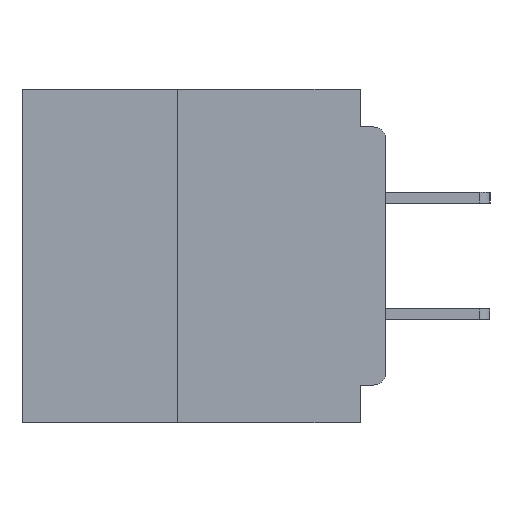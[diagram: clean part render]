
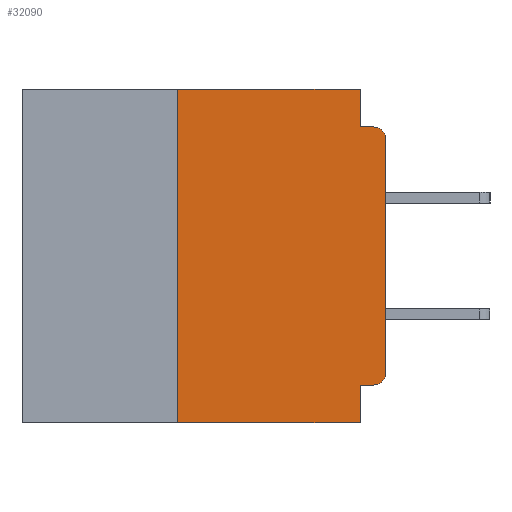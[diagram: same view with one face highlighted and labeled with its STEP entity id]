
A CAD part, left-side view. The second image highlights one B-rep face of the part: STEP entity #32090.
In plain terms, the highlighted planar face has unit normal (-1, 0, 0).
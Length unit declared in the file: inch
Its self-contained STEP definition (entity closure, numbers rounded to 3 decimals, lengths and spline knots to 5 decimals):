
#189 = VECTOR ( 'NONE', #25474, 39.37008 ) ;
#234 = ORIENTED_EDGE ( 'NONE', *, *, #20547, .F. ) ;
#680 = EDGE_CURVE ( 'NONE', #14916, #1368, #30197, .T. ) ;
#1324 = CARTESIAN_POINT ( 'NONE',  ( 0., 0.031, 0. ) ) ;
#1368 = VERTEX_POINT ( 'NONE', #9977 ) ;
#1703 = AXIS2_PLACEMENT_3D ( 'NONE', #3818, #23981, #6760 ) ;
#2294 = LINE ( 'NONE', #30665, #31090 ) ;
#2398 = DIRECTION ( 'NONE',  ( 0., 0., -1. ) ) ;
#2918 = LINE ( 'NONE', #1324, #31673 ) ;
#2939 = VERTEX_POINT ( 'NONE', #28383 ) ;
#3012 = CARTESIAN_POINT ( 'NONE',  ( 0., 0.437, 0. ) ) ;
#3531 = VERTEX_POINT ( 'NONE', #13856 ) ;
#3692 = ORIENTED_EDGE ( 'NONE', *, *, #29937, .T. ) ;
#3818 = CARTESIAN_POINT ( 'NONE',  ( 0., 0.437, 0. ) ) ;
#4182 = EDGE_CURVE ( 'NONE', #3531, #18875, #12829, .T. ) ;
#4742 = EDGE_CURVE ( 'NONE', #14916, #5216, #2294, .T. ) ;
#4994 = DIRECTION ( 'NONE',  ( 0., 1., 0. ) ) ;
#5216 = VERTEX_POINT ( 'NONE', #35353 ) ;
#6760 = DIRECTION ( 'NONE',  ( 0., 0., -1. ) ) ;
#7160 = CARTESIAN_POINT ( 'NONE',  ( 0., 0., -0.045 ) ) ;
#7289 = DIRECTION ( 'NONE',  ( 0., -1., 0. ) ) ;
#7564 = FACE_OUTER_BOUND ( 'NONE', #20314, .T. ) ;
#8002 = CARTESIAN_POINT ( 'NONE',  ( 0., 0., -0.355 ) ) ;
#8634 = ORIENTED_EDGE ( 'NONE', *, *, #680, .F. ) ;
#8886 = CARTESIAN_POINT ( 'NONE',  ( 0., 0.031, -0.045 ) ) ;
#9048 = CARTESIAN_POINT ( 'NONE',  ( 0., 0., -0.34 ) ) ;
#9258 = VECTOR ( 'NONE', #11677, 39.37008 ) ;
#9977 = CARTESIAN_POINT ( 'NONE',  ( 0., 0.25, 0. ) ) ;
#10605 = CARTESIAN_POINT ( 'NONE',  ( 0., 0., -0.06 ) ) ;
#10640 = EDGE_CURVE ( 'NONE', #27314, #5216, #24225, .T. ) ;
#11365 = VECTOR ( 'NONE', #4994, 39.37008 ) ;
#11677 = DIRECTION ( 'NONE',  ( 0., -1., 0. ) ) ;
#12365 = CARTESIAN_POINT ( 'NONE',  ( 0., 0.25, -0.4 ) ) ;
#12829 = CIRCLE ( 'NONE', #25504, 0.015 ) ;
#12948 = VERTEX_POINT ( 'NONE', #35345 ) ;
#13494 = VECTOR ( 'NONE', #17759, 39.37008 ) ;
#13856 = CARTESIAN_POINT ( 'NONE',  ( 0., 0.015, -0.355 ) ) ;
#13913 = DIRECTION ( 'NONE',  ( -1., 0., 0. ) ) ;
#14880 = CARTESIAN_POINT ( 'NONE',  ( 0., 0., 0. ) ) ;
#14916 = VERTEX_POINT ( 'NONE', #18816 ) ;
#16154 = ORIENTED_EDGE ( 'NONE', *, *, #20228, .F. ) ;
#16465 = EDGE_CURVE ( 'NONE', #3531, #27314, #26604, .T. ) ;
#17037 = ORIENTED_EDGE ( 'NONE', *, *, #32213, .F. ) ;
#17759 = DIRECTION ( 'NONE',  ( 0., 0., 1. ) ) ;
#17986 = AXIS2_PLACEMENT_3D ( 'NONE', #30974, #13913, #33707 ) ;
#18816 = CARTESIAN_POINT ( 'NONE',  ( 0., 0.25, -0.4 ) ) ;
#18846 = CARTESIAN_POINT ( 'NONE',  ( 0., 0.031, -0.355 ) ) ;
#18875 = VERTEX_POINT ( 'NONE', #9048 ) ;
#19211 = ORIENTED_EDGE ( 'NONE', *, *, #33978, .T. ) ;
#19583 = ORIENTED_EDGE ( 'NONE', *, *, #10640, .F. ) ;
#19750 = DIRECTION ( 'NONE',  ( -1., 0., 0. ) ) ;
#20228 = EDGE_CURVE ( 'NONE', #36858, #12948, #34138, .T. ) ;
#20314 = EDGE_LOOP ( 'NONE', ( #19211, #3692, #16154, #17037, #234, #8634, #24605, #19583, #26309, #28794 ) ) ;
#20547 = EDGE_CURVE ( 'NONE', #1368, #2939, #32849, .T. ) ;
#21082 = PLANE ( 'NONE',  #1703 ) ;
#22012 = VERTEX_POINT ( 'NONE', #10605 ) ;
#22592 = CARTESIAN_POINT ( 'NONE',  ( 0., 0.031, -0.4 ) ) ;
#23871 = CIRCLE ( 'NONE', #17986, 0.015 ) ;
#23981 = DIRECTION ( 'NONE',  ( 1., 0., 0. ) ) ;
#24225 = LINE ( 'NONE', #22592, #189 ) ;
#24605 = ORIENTED_EDGE ( 'NONE', *, *, #4742, .T. ) ;
#25474 = DIRECTION ( 'NONE',  ( 0., 0., -1. ) ) ;
#25504 = AXIS2_PLACEMENT_3D ( 'NONE', #36446, #19750, #2398 ) ;
#26309 = ORIENTED_EDGE ( 'NONE', *, *, #16465, .F. ) ;
#26604 = LINE ( 'NONE', #8002, #11365 ) ;
#26651 = DIRECTION ( 'NONE',  ( 0., 0., 1. ) ) ;
#26755 = VECTOR ( 'NONE', #7289, 39.37008 ) ;
#27314 = VERTEX_POINT ( 'NONE', #18846 ) ;
#28383 = CARTESIAN_POINT ( 'NONE',  ( 0., 0.031, 0. ) ) ;
#28719 = LINE ( 'NONE', #14880, #13494 ) ;
#28794 = ORIENTED_EDGE ( 'NONE', *, *, #4182, .T. ) ;
#29937 = EDGE_CURVE ( 'NONE', #22012, #12948, #23871, .T. ) ;
#30197 = LINE ( 'NONE', #12365, #35676 ) ;
#30665 = CARTESIAN_POINT ( 'NONE',  ( 0., 0.437, -0.4 ) ) ;
#30974 = CARTESIAN_POINT ( 'NONE',  ( 0., 0.015, -0.06 ) ) ;
#31090 = VECTOR ( 'NONE', #36076, 39.37008 ) ;
#31673 = VECTOR ( 'NONE', #35631, 39.37008 ) ;
#32090 = ADVANCED_FACE ( 'NONE', ( #7564 ), #21082, .F. ) ;
#32213 = EDGE_CURVE ( 'NONE', #2939, #36858, #2918, .T. ) ;
#32849 = LINE ( 'NONE', #3012, #9258 ) ;
#33707 = DIRECTION ( 'NONE',  ( 0., 0., -1. ) ) ;
#33978 = EDGE_CURVE ( 'NONE', #18875, #22012, #28719, .T. ) ;
#34138 = LINE ( 'NONE', #7160, #26755 ) ;
#35345 = CARTESIAN_POINT ( 'NONE',  ( 0., 0.015, -0.045 ) ) ;
#35353 = CARTESIAN_POINT ( 'NONE',  ( 0., 0.031, -0.4 ) ) ;
#35631 = DIRECTION ( 'NONE',  ( 0., 0., -1. ) ) ;
#35676 = VECTOR ( 'NONE', #26651, 39.37008 ) ;
#36076 = DIRECTION ( 'NONE',  ( 0., -1., 0. ) ) ;
#36446 = CARTESIAN_POINT ( 'NONE',  ( 0., 0.015, -0.34 ) ) ;
#36858 = VERTEX_POINT ( 'NONE', #8886 ) ;
